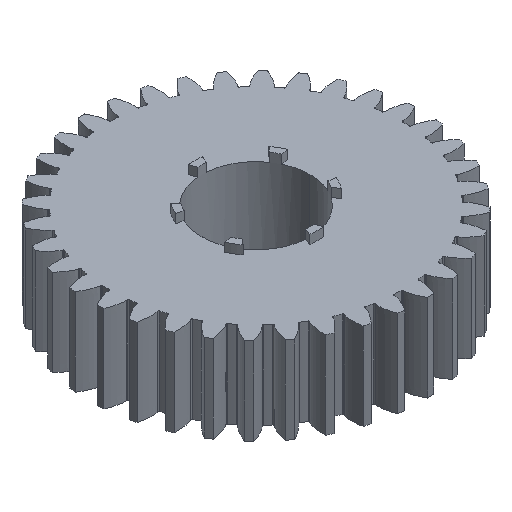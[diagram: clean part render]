
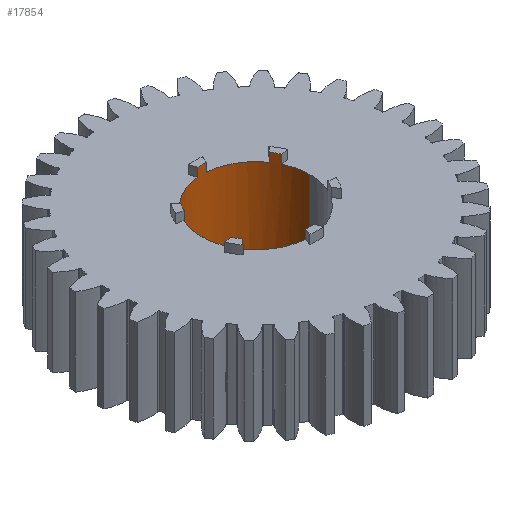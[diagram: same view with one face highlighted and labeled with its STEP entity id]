
A CAD part, isometric view. The second image highlights one B-rep face of the part: STEP entity #17854.
In plain terms, the highlighted cylindrical face has radius 31 mm (diameter 62 mm), a partial arc.
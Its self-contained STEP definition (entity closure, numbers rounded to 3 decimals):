
#57=CARTESIAN_POINT('Line Origine',(2.5,30.899,52.5)) ;
#61=CARTESIAN_POINT('Vertex',(2.5,30.899,50.)) ;
#63=CARTESIAN_POINT('Vertex',(2.5,30.899,55.)) ;
#132=CARTESIAN_POINT('Vertex',(-2.5,30.899,55.)) ;
#135=CARTESIAN_POINT('Axis2P3D Location',(0.,0.,55.)) ;
#156=CARTESIAN_POINT('Vertex',(-2.5,30.899,50.)) ;
#159=CARTESIAN_POINT('Line Origine',(-2.5,30.899,52.5)) ;
#176=CARTESIAN_POINT('Line Origine',(-25.509,17.615,52.5)) ;
#180=CARTESIAN_POINT('Vertex',(-25.509,17.615,50.)) ;
#182=CARTESIAN_POINT('Vertex',(-25.509,17.615,55.)) ;
#241=CARTESIAN_POINT('Vertex',(-28.009,13.284,55.)) ;
#244=CARTESIAN_POINT('Axis2P3D Location',(0.,0.,55.)) ;
#265=CARTESIAN_POINT('Vertex',(-28.009,13.284,50.)) ;
#268=CARTESIAN_POINT('Line Origine',(-28.009,13.284,52.5)) ;
#285=CARTESIAN_POINT('Line Origine',(28.009,13.284,52.5)) ;
#289=CARTESIAN_POINT('Vertex',(28.009,13.284,50.)) ;
#291=CARTESIAN_POINT('Vertex',(28.009,13.284,55.)) ;
#350=CARTESIAN_POINT('Vertex',(25.509,17.615,55.)) ;
#353=CARTESIAN_POINT('Axis2P3D Location',(0.,0.,55.)) ;
#374=CARTESIAN_POINT('Vertex',(25.509,17.615,50.)) ;
#377=CARTESIAN_POINT('Line Origine',(25.509,17.615,52.5)) ;
#10654=CARTESIAN_POINT('Vertex',(-31.,0.,50.)) ;
#10657=CARTESIAN_POINT('Axis2P3D Location',(0.,0.,50.)) ;
#10662=CARTESIAN_POINT('Axis2P3D Location',(0.,0.,50.)) ;
#10667=CARTESIAN_POINT('Axis2P3D Location',(0.,0.,50.)) ;
#10672=CARTESIAN_POINT('Axis2P3D Location',(0.,0.,50.)) ;
#10676=CARTESIAN_POINT('Vertex',(31.,0.,50.)) ;
#17779=CARTESIAN_POINT('Axis2P3D Location',(0.,0.,5.)) ;
#17783=CARTESIAN_POINT('Vertex',(31.,0.,5.)) ;
#17785=CARTESIAN_POINT('Vertex',(-31.,0.,5.)) ;
#17802=CARTESIAN_POINT('Axis2P3D Location',(0.,0.,27.5)) ;
#17807=CARTESIAN_POINT('Line Origine',(31.,0.,50.)) ;
#17812=CARTESIAN_POINT('Line Origine',(-31.,0.,50.)) ;
#58=DIRECTION('Vector Direction',(0.,0.,1.)) ;
#136=DIRECTION('Axis2P3D Direction',(0.,0.,1.)) ;
#160=DIRECTION('Vector Direction',(0.,0.,1.)) ;
#177=DIRECTION('Vector Direction',(0.,0.,1.)) ;
#245=DIRECTION('Axis2P3D Direction',(0.,0.,1.)) ;
#269=DIRECTION('Vector Direction',(0.,0.,1.)) ;
#286=DIRECTION('Vector Direction',(0.,0.,1.)) ;
#354=DIRECTION('Axis2P3D Direction',(0.,0.,1.)) ;
#378=DIRECTION('Vector Direction',(0.,0.,1.)) ;
#10658=DIRECTION('Axis2P3D Direction',(0.,0.,1.)) ;
#10663=DIRECTION('Axis2P3D Direction',(0.,0.,1.)) ;
#10668=DIRECTION('Axis2P3D Direction',(0.,0.,1.)) ;
#10673=DIRECTION('Axis2P3D Direction',(0.,0.,1.)) ;
#17780=DIRECTION('Axis2P3D Direction',(0.,0.,1.)) ;
#17803=DIRECTION('Axis2P3D Direction',(0.,0.,1.)) ;
#17804=DIRECTION('Axis2P3D XDirection',(1.,0.,0.)) ;
#17808=DIRECTION('Vector Direction',(0.,0.,1.)) ;
#17813=DIRECTION('Vector Direction',(0.,0.,1.)) ;
#137=AXIS2_PLACEMENT_3D('Circle Axis2P3D',#135,#136,$) ;
#246=AXIS2_PLACEMENT_3D('Circle Axis2P3D',#244,#245,$) ;
#355=AXIS2_PLACEMENT_3D('Circle Axis2P3D',#353,#354,$) ;
#10659=AXIS2_PLACEMENT_3D('Circle Axis2P3D',#10657,#10658,$) ;
#10664=AXIS2_PLACEMENT_3D('Circle Axis2P3D',#10662,#10663,$) ;
#10669=AXIS2_PLACEMENT_3D('Circle Axis2P3D',#10667,#10668,$) ;
#10674=AXIS2_PLACEMENT_3D('Circle Axis2P3D',#10672,#10673,$) ;
#17781=AXIS2_PLACEMENT_3D('Circle Axis2P3D',#17779,#17780,$) ;
#17805=AXIS2_PLACEMENT_3D('Cylinder Axis2P3D',#17802,#17803,#17804) ;
#17837=ORIENTED_EDGE('',*,*,#381,.F.) ;
#17838=ORIENTED_EDGE('',*,*,#10671,.T.) ;
#17839=ORIENTED_EDGE('',*,*,#65,.T.) ;
#17840=ORIENTED_EDGE('',*,*,#139,.F.) ;
#17841=ORIENTED_EDGE('',*,*,#163,.F.) ;
#17842=ORIENTED_EDGE('',*,*,#10666,.T.) ;
#17843=ORIENTED_EDGE('',*,*,#184,.T.) ;
#17844=ORIENTED_EDGE('',*,*,#248,.F.) ;
#17845=ORIENTED_EDGE('',*,*,#272,.F.) ;
#17846=ORIENTED_EDGE('',*,*,#10661,.T.) ;
#17847=ORIENTED_EDGE('',*,*,#17816,.T.) ;
#17848=ORIENTED_EDGE('',*,*,#17787,.F.) ;
#17849=ORIENTED_EDGE('',*,*,#17811,.F.) ;
#17850=ORIENTED_EDGE('',*,*,#10678,.T.) ;
#17851=ORIENTED_EDGE('',*,*,#293,.T.) ;
#17852=ORIENTED_EDGE('',*,*,#357,.F.) ;
#59=VECTOR('Line Direction',#58,1.) ;
#161=VECTOR('Line Direction',#160,1.) ;
#178=VECTOR('Line Direction',#177,1.) ;
#270=VECTOR('Line Direction',#269,1.) ;
#287=VECTOR('Line Direction',#286,1.) ;
#379=VECTOR('Line Direction',#378,1.) ;
#17809=VECTOR('Line Direction',#17808,1.) ;
#17814=VECTOR('Line Direction',#17813,1.) ;
#17854=ADVANCED_FACE('PartBody',(#17853),#17806,.F.) ;
#138=CIRCLE('generated circle',#137,31.) ;
#247=CIRCLE('generated circle',#246,31.) ;
#356=CIRCLE('generated circle',#355,31.) ;
#10660=CIRCLE('generated circle',#10659,31.) ;
#10665=CIRCLE('generated circle',#10664,31.) ;
#10670=CIRCLE('generated circle',#10669,31.) ;
#10675=CIRCLE('generated circle',#10674,31.) ;
#17782=CIRCLE('generated circle',#17781,31.) ;
#17806=CYLINDRICAL_SURFACE('generated cylinder',#17805,31.) ;
#65=EDGE_CURVE('',#62,#64,#60,.T.) ;
#139=EDGE_CURVE('',#133,#64,#138,.F.) ;
#163=EDGE_CURVE('',#157,#133,#162,.T.) ;
#184=EDGE_CURVE('',#181,#183,#179,.T.) ;
#248=EDGE_CURVE('',#242,#183,#247,.F.) ;
#272=EDGE_CURVE('',#266,#242,#271,.T.) ;
#293=EDGE_CURVE('',#290,#292,#288,.T.) ;
#357=EDGE_CURVE('',#351,#292,#356,.F.) ;
#381=EDGE_CURVE('',#375,#351,#380,.T.) ;
#10661=EDGE_CURVE('',#266,#10655,#10660,.T.) ;
#10666=EDGE_CURVE('',#157,#181,#10665,.T.) ;
#10671=EDGE_CURVE('',#375,#62,#10670,.T.) ;
#10678=EDGE_CURVE('',#10677,#290,#10675,.T.) ;
#17787=EDGE_CURVE('',#17784,#17786,#17782,.T.) ;
#17811=EDGE_CURVE('',#10677,#17784,#17810,.F.) ;
#17816=EDGE_CURVE('',#10655,#17786,#17815,.F.) ;
#17836=EDGE_LOOP('',(#17837,#17838,#17839,#17840,#17841,#17842,#17843,#17844,#17845,#17846,#17847,#17848,#17849,#17850,#17851,#17852)) ;
#17853=FACE_OUTER_BOUND('',#17836,.T.) ;
#60=LINE('Line',#57,#59) ;
#162=LINE('Line',#159,#161) ;
#179=LINE('Line',#176,#178) ;
#271=LINE('Line',#268,#270) ;
#288=LINE('Line',#285,#287) ;
#380=LINE('Line',#377,#379) ;
#17810=LINE('Line',#17807,#17809) ;
#17815=LINE('Line',#17812,#17814) ;
#62=VERTEX_POINT('',#61) ;
#64=VERTEX_POINT('',#63) ;
#133=VERTEX_POINT('',#132) ;
#157=VERTEX_POINT('',#156) ;
#181=VERTEX_POINT('',#180) ;
#183=VERTEX_POINT('',#182) ;
#242=VERTEX_POINT('',#241) ;
#266=VERTEX_POINT('',#265) ;
#290=VERTEX_POINT('',#289) ;
#292=VERTEX_POINT('',#291) ;
#351=VERTEX_POINT('',#350) ;
#375=VERTEX_POINT('',#374) ;
#10655=VERTEX_POINT('',#10654) ;
#10677=VERTEX_POINT('',#10676) ;
#17784=VERTEX_POINT('',#17783) ;
#17786=VERTEX_POINT('',#17785) ;
